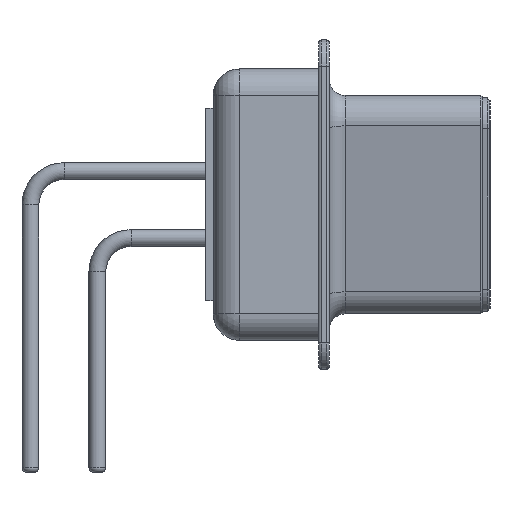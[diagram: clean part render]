
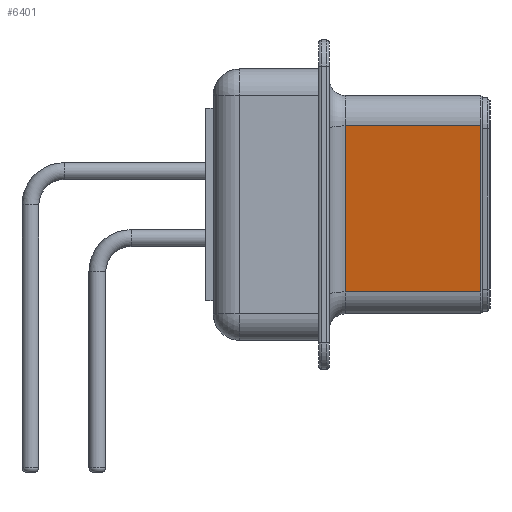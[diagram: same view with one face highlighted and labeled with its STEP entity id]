
A CAD part, left-side view. The second image highlights one B-rep face of the part: STEP entity #6401.
In plain terms, the highlighted planar face has unit normal (-0.986, 0, -0.165).
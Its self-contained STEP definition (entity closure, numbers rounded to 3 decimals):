
#6156 = VERTEX_POINT('',#6157);
#6157 = CARTESIAN_POINT('',(-52.136,-11.94,9.235));
#6208 = VERTEX_POINT('',#6209);
#6209 = CARTESIAN_POINT('',(-51.084,-11.94,2.935));
#6218 = EDGE_CURVE('',#6208,#6156,#6219,.T.);
#6219 = LINE('',#6220,#6221);
#6220 = CARTESIAN_POINT('',(-51.084,-11.94,2.935));
#6221 = VECTOR('',#6222,1.);
#6222 = DIRECTION('',(-0.165,0.,0.986)
);
#6357 = EDGE_CURVE('',#6156,#6358,#6360,.T.);
#6358 = VERTEX_POINT('',#6359);
#6359 = CARTESIAN_POINT('',(-52.136,-17.09,9.235));
#6360 = LINE('',#6361,#6362);
#6361 = CARTESIAN_POINT('',(-52.136,-11.34,9.235));
#6362 = VECTOR('',#6363,1.);
#6363 = DIRECTION('',(0.,-1.,0.));
#6401 = ADVANCED_FACE('',(#6402),#6420,.T.);
#6402 = FACE_BOUND('',#6403,.T.);
#6403 = EDGE_LOOP('',(#6404,#6412,#6418,#6419));
#6404 = ORIENTED_EDGE('',*,*,#6405,.T.);
#6405 = EDGE_CURVE('',#6208,#6406,#6408,.T.);
#6406 = VERTEX_POINT('',#6407);
#6407 = CARTESIAN_POINT('',(-51.084,-17.09,2.935));
#6408 = LINE('',#6409,#6410);
#6409 = CARTESIAN_POINT('',(-51.084,-11.34,2.935));
#6410 = VECTOR('',#6411,1.);
#6411 = DIRECTION('',(0.,-1.,0.));
#6412 = ORIENTED_EDGE('',*,*,#6413,.F.);
#6413 = EDGE_CURVE('',#6358,#6406,#6414,.T.);
#6414 = LINE('',#6415,#6416);
#6415 = CARTESIAN_POINT('',(-52.136,-17.09,9.235));
#6416 = VECTOR('',#6417,1.);
#6417 = DIRECTION('',(0.165,0.,-0.986
));
#6418 = ORIENTED_EDGE('',*,*,#6357,.F.);
#6419 = ORIENTED_EDGE('',*,*,#6218,.F.);
#6420 = PLANE('',#6421);
#6421 = AXIS2_PLACEMENT_3D('',#6422,#6423,#6424);
#6422 = CARTESIAN_POINT('',(-50.945,-11.34,2.1));
#6423 = DIRECTION('',(-0.986,0.,
-0.165));
#6424 = DIRECTION('',(-0.165,0.,0.986)
);
